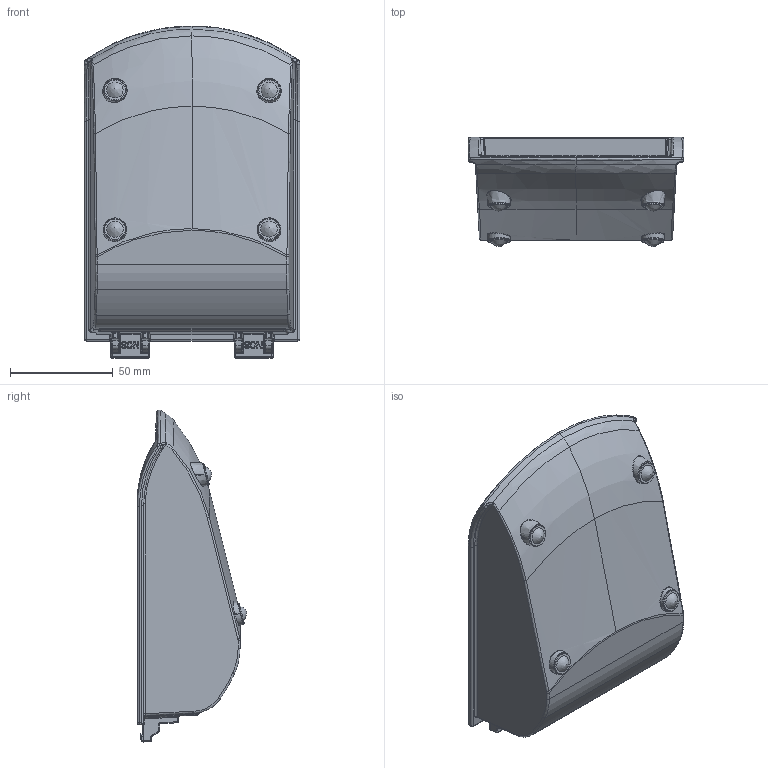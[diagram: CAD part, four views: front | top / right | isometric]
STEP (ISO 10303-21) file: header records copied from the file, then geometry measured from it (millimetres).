
FILE_DESCRIPTION(/* description */ (''),/* implementation_level */ '2;1');
FILE_NAME(/* name */ '81250_KriTec_Greifschale_10_105x130x50_schwarz_aehnl_RAL_9005_antistatisch_.stp',/* time_stamp */ '2017-06-21T14:02:49+02:00',/* author */ ('Steiner'),/* organization */ (''),/* preprocessor_version */ 'ST-DEVELOPER v16.1',/* originating_system */ 'Autodesk Inventor 2016',/* authorisation */ '');
FILE_SCHEMA (('AUTOMOTIVE_DESIGN { 1 0 10303 214 3 1 1 }'));
Products named in the file (5): 81127_Greifschale; 81127_Scheibe; Fuß; Beschriftungsleiste; 81250_KriTec_Greifschale_10_105x130x50_schwarz_ähnl_RAL_9005_anti
statisch
Assembly tree (7 placements, depth 2):
  81250_KriTec_Greifschale_10_105x130x50_schwarz_ähnl_RAL_9005_anti
statisch
    81127_Greifschale
    81127_Scheibe
    Fuß  x4
    Beschriftungsleiste
Bounding box: 105 x 53.17 x 161.73 mm (x, y, z)
Volume: 90852.6 mm3; surface area: 70075.1 mm2
Topology: 7 solids, 7 shells, 956 faces, 2373 edges, 1400 vertices
Faces by surface type: bspline 390, cylinder 307, plane 196, sphere 38, cone 23, torus 2
Full cylindrical faces by diameter (mm): 10 x4
Entity records: 47654 total; most frequent: CARTESIAN_POINT 27091, ORIENTED_EDGE 4562, DIRECTION 3376, EDGE_CURVE 2281, VERTEX_POINT 1383, AXIS2_PLACEMENT_3D 1253, EDGE_LOOP 982, FACE_OUTER_BOUND 944
